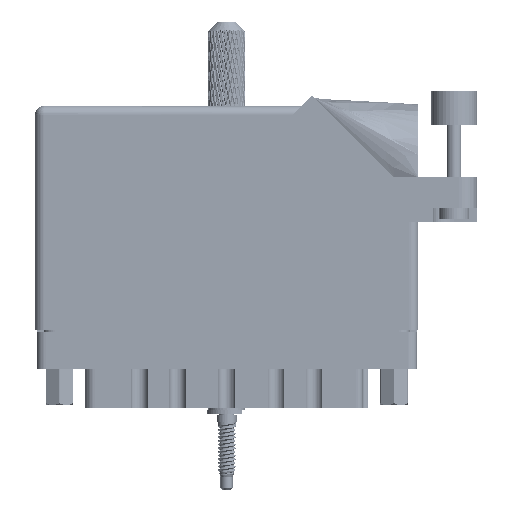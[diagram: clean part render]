
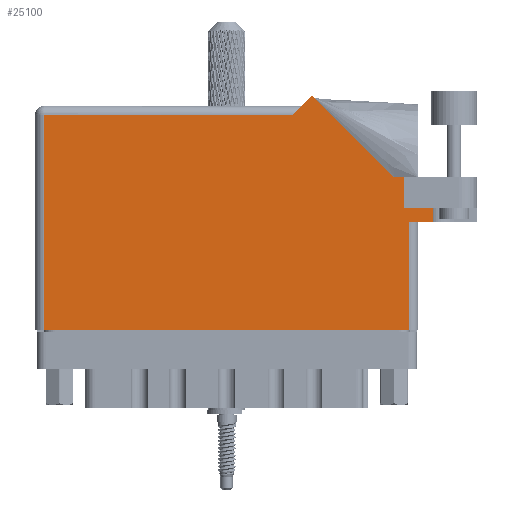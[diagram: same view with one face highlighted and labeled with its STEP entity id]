
A CAD part, front view. The second image highlights one B-rep face of the part: STEP entity #25100.
In plain terms, the highlighted face is planar.
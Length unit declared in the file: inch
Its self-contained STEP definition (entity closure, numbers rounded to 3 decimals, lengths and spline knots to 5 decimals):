
#1722 = ORIENTED_EDGE ( 'NONE', *, *, #89494, .T. ) ;
#3810 = ORIENTED_EDGE ( 'NONE', *, *, #119736, .T. ) ;
#4419 = DIRECTION ( 'NONE',  ( 0., 1., 0. ) ) ;
#4614 = CARTESIAN_POINT ( 'NONE',  ( 2.612, 0.737, 0. ) ) ;
#5105 = PLANE ( 'NONE',  #58334 ) ;
#5285 = ORIENTED_EDGE ( 'NONE', *, *, #47126, .F. ) ;
#8922 = EDGE_CURVE ( 'NONE', #61834, #75525, #53493, .T. ) ;
#9041 = LINE ( 'NONE', #84424, #16753 ) ;
#9188 = ORIENTED_EDGE ( 'NONE', *, *, #62488, .T. ) ;
#9306 = LINE ( 'NONE', #55895, #30908 ) ;
#11555 = CARTESIAN_POINT ( 'NONE',  ( 2.512, 0.831, 0. ) ) ;
#11773 = CARTESIAN_POINT ( 'NONE',  ( 2.7135, 0.831, 0. ) ) ;
#15437 = DIRECTION ( 'NONE',  ( 1., 0., 0. ) ) ;
#16753 = VECTOR ( 'NONE', #92272, 39.37008 ) ;
#16866 = VECTOR ( 'NONE', #24517, 39.37008 ) ;
#19737 = VERTEX_POINT ( 'NONE', #122830 ) ;
#24517 = DIRECTION ( 'NONE',  ( 0., -1., 0. ) ) ;
#25100 = ADVANCED_FACE ( 'NONE', ( #78387 ), #5105, .F. ) ;
#27871 = DIRECTION ( 'NONE',  ( 0., 1., 0. ) ) ;
#28176 = CARTESIAN_POINT ( 'NONE',  ( 2.512, 0.831, 0. ) ) ;
#29883 = DIRECTION ( 'NONE',  ( 1., 0., 0. ) ) ;
#30205 = CARTESIAN_POINT ( 'NONE',  ( 2.7135, 0.737, 0. ) ) ;
#30714 = ORIENTED_EDGE ( 'NONE', *, *, #46711, .T. ) ;
#30908 = VECTOR ( 'NONE', #125247, 39.37008 ) ;
#32294 = ORIENTED_EDGE ( 'NONE', *, *, #37356, .T. ) ;
#33817 = DIRECTION ( 'NONE',  ( -0.707, -0.707, 0. ) ) ;
#37356 = EDGE_CURVE ( 'NONE', #70272, #112832, #9306, .T. ) ;
#39490 = CARTESIAN_POINT ( 'NONE',  ( 1.88971, 1.60071, 0. ) ) ;
#40017 = VECTOR ( 'NONE', #106399, 39.37008 ) ;
#41786 = LINE ( 'NONE', #93651, #125481 ) ;
#43798 = CARTESIAN_POINT ( 'NONE',  ( 2.512, 0.831, 0. ) ) ;
#44268 = DIRECTION ( 'NONE',  ( 1., 0., 0. ) ) ;
#45407 = VECTOR ( 'NONE', #27871, 39.37008 ) ;
#45922 = EDGE_CURVE ( 'NONE', #84150, #70272, #99080, .T. ) ;
#46711 = EDGE_CURVE ( 'NONE', #115848, #78290, #86547, .T. ) ;
#47126 = EDGE_CURVE ( 'NONE', #75525, #102665, #9041, .T. ) ;
#52242 = VERTEX_POINT ( 'NONE', #64933 ) ;
#52903 = LINE ( 'NONE', #89762, #114934 ) ;
#53262 = CARTESIAN_POINT ( 'NONE',  ( 0., 1.53, 0. ) ) ;
#53493 = LINE ( 'NONE', #28176, #98404 ) ;
#54645 = ORIENTED_EDGE ( 'NONE', *, *, #88018, .T. ) ;
#55699 = CARTESIAN_POINT ( 'NONE',  ( 0.062, 0., 0. ) ) ;
#55895 = CARTESIAN_POINT ( 'NONE',  ( 2.44642, 1.044, 0. ) ) ;
#57701 = LINE ( 'NONE', #4614, #74641 ) ;
#58334 = AXIS2_PLACEMENT_3D ( 'NONE', #53262, #73127, #65783 ) ;
#61834 = VERTEX_POINT ( 'NONE', #11555 ) ;
#62435 = VECTOR ( 'NONE', #4419, 39.37008 ) ;
#62488 = EDGE_CURVE ( 'NONE', #61834, #84150, #122775, .T. ) ;
#63296 = EDGE_CURVE ( 'NONE', #52242, #102665, #57701, .T. ) ;
#64933 = CARTESIAN_POINT ( 'NONE',  ( 2.55, 0.737, 0. ) ) ;
#65783 = DIRECTION ( 'NONE',  ( -1., 0., 0. ) ) ;
#70272 = VERTEX_POINT ( 'NONE', #84648 ) ;
#73127 = DIRECTION ( 'NONE',  ( 0., 0., -1. ) ) ;
#74641 = VECTOR ( 'NONE', #15437, 39.37008 ) ;
#75525 = VERTEX_POINT ( 'NONE', #11773 ) ;
#78290 = VERTEX_POINT ( 'NONE', #88336 ) ;
#78387 = FACE_OUTER_BOUND ( 'NONE', #95307, .T. ) ;
#79368 = VERTEX_POINT ( 'NONE', #94937 ) ;
#83197 = CARTESIAN_POINT ( 'NONE',  ( 1.819, 1.53, 0. ) ) ;
#84150 = VERTEX_POINT ( 'NONE', #125126 ) ;
#84424 = CARTESIAN_POINT ( 'NONE',  ( 2.7135, 1.16177, 0. ) ) ;
#84648 = CARTESIAN_POINT ( 'NONE',  ( 2.44642, 1.044, 0. ) ) ;
#86303 = ORIENTED_EDGE ( 'NONE', *, *, #111627, .T. ) ;
#86547 = LINE ( 'NONE', #55699, #16866 ) ;
#88018 = EDGE_CURVE ( 'NONE', #19737, #115848, #52903, .T. ) ;
#88336 = CARTESIAN_POINT ( 'NONE',  ( 0.062, 0., 0. ) ) ;
#89494 = EDGE_CURVE ( 'NONE', #78290, #79368, #41786, .T. ) ;
#89762 = CARTESIAN_POINT ( 'NONE',  ( 0., 1.468, 0. ) ) ;
#90208 = LINE ( 'NONE', #83197, #104211 ) ;
#92272 = DIRECTION ( 'NONE',  ( 0., -1., 0. ) ) ;
#93651 = CARTESIAN_POINT ( 'NONE',  ( 0., 0., 0. ) ) ;
#94937 = CARTESIAN_POINT ( 'NONE',  ( 2.55, 0., 0. ) ) ;
#95307 = EDGE_LOOP ( 'NONE', ( #1722, #3810, #100063, #5285, #122142, #9188, #103209, #32294, #86303, #54645, #30714 ) ) ;
#98404 = VECTOR ( 'NONE', #29883, 39.37008 ) ;
#99080 = LINE ( 'NONE', #116787, #40017 ) ;
#99743 = DIRECTION ( 'NONE',  ( -1., 0., 0. ) ) ;
#100063 = ORIENTED_EDGE ( 'NONE', *, *, #63296, .T. ) ;
#102086 = CARTESIAN_POINT ( 'NONE',  ( 0.062, 1.468, 0. ) ) ;
#102665 = VERTEX_POINT ( 'NONE', #30205 ) ;
#103209 = ORIENTED_EDGE ( 'NONE', *, *, #45922, .T. ) ;
#104211 = VECTOR ( 'NONE', #33817, 39.37008 ) ;
#106399 = DIRECTION ( 'NONE',  ( -1., 0., 0. ) ) ;
#108958 = LINE ( 'NONE', #116308, #45407 ) ;
#111627 = EDGE_CURVE ( 'NONE', #112832, #19737, #90208, .T. ) ;
#112832 = VERTEX_POINT ( 'NONE', #39490 ) ;
#114934 = VECTOR ( 'NONE', #99743, 39.37008 ) ;
#115848 = VERTEX_POINT ( 'NONE', #102086 ) ;
#116308 = CARTESIAN_POINT ( 'NONE',  ( 2.55, 0.737, 0. ) ) ;
#116787 = CARTESIAN_POINT ( 'NONE',  ( 3.012, 1.044, 0. ) ) ;
#119736 = EDGE_CURVE ( 'NONE', #79368, #52242, #108958, .T. ) ;
#122142 = ORIENTED_EDGE ( 'NONE', *, *, #8922, .F. ) ;
#122775 = LINE ( 'NONE', #43798, #62435 ) ;
#122830 = CARTESIAN_POINT ( 'NONE',  ( 1.757, 1.468, 0. ) ) ;
#125126 = CARTESIAN_POINT ( 'NONE',  ( 2.512, 1.044, 0. ) ) ;
#125247 = DIRECTION ( 'NONE',  ( -0.707, 0.707, 0. ) ) ;
#125481 = VECTOR ( 'NONE', #44268, 39.37008 ) ;
